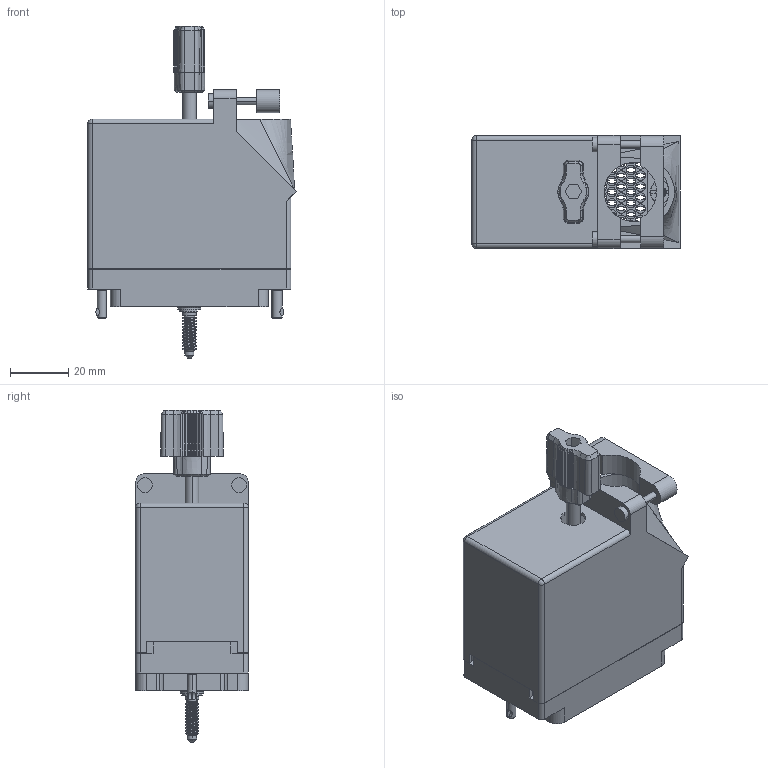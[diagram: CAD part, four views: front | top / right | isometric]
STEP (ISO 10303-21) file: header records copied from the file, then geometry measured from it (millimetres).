
FILE_DESCRIPTION (( 'STEP AP203' ), '1' );
FILE_NAME ('516-120-000-111.STEP', '2020-03-11T00:55:10', ( '' ), ( '' ), 'SwSTEP 2.0', 'SolidWorks 2016', '' );
FILE_SCHEMA (( 'CONFIG_CONTROL_DESIGN' ));
Length unit declared in the file: inch
Products named in the file (13): 516-254-091-109; 516 Plug Insulator_120; 516-250-091-111; 516-230-001_Plastic - 120 Top Entry; 516-253-095-100; 516-252-091-102; 516-251-095-100; 516-120-000-111; Actuating Screw Assy 090-120; Grub Screw; 516-222-090-102_090; 516-222-090-102_091; 516-253-190-107
Assembly tree (14 placements, depth 3):
  516-120-000-111
    516 Plug Insulator_120
    516-230-001_Plastic - 120 Top Entry
    516-252-091-102  x2
    516-222-090-102_090
    Actuating Screw Assy 090-120
      516-251-095-100
      516-254-091-109
      516-253-095-100  x2
      516-253-190-107
      516-250-091-111
      Grub Screw
    516-222-090-102_091
Bounding box: 71.77 x 38.86 x 114.34 mm (x, y, z)
Volume: 47821.3 mm3; surface area: 59797 mm2
Topology: 13 solids, 13 shells, 2926 faces, 8477 edges, 5604 vertices
Faces by surface type: plane 1992, cylinder 782, cone 96, bspline 50, torus 4, sphere 2
Entity records: 109315 total; most frequent: CARTESIAN_POINT 30078, ORIENTED_EDGE 16770, DIRECTION 15788, EDGE_CURVE 8385, VECTOR 5994, LINE 5994, VERTEX_POINT 5544, AXIS2_PLACEMENT_3D 4897
